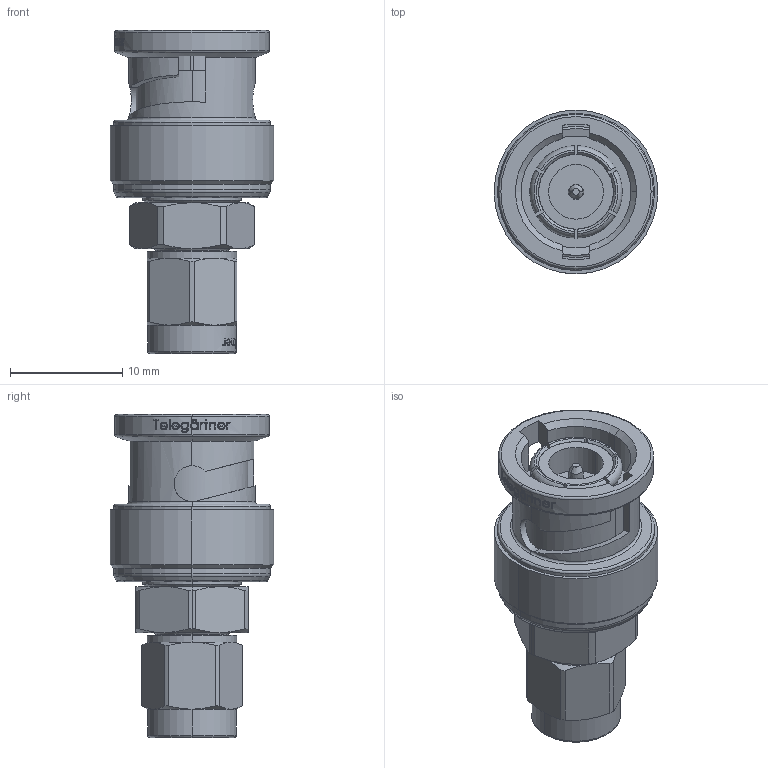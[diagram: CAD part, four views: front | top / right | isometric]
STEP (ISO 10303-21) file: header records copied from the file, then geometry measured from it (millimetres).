
FILE_DESCRIPTION (( 'STEP AP214' ), '1' );
FILE_NAME ('J01008A0018.STEP', '2018-11-21T10:02:20', ( '' ), ( '' ), 'SwSTEP 2.0', 'SolidWorks 2017', '' );
FILE_SCHEMA (( 'AUTOMOTIVE_DESIGN' ));
Length unit declared in the file: millimetre
Products named in the file (1): J01008A0018
Bounding box: 14.6 x 14.6 x 28.8 mm (x, y, z)
Volume: 2582.2 mm3; surface area: 1894 mm2
Topology: 1 solids, 1 shells, 708 faces, 1915 edges, 1254 vertices
Faces by surface type: bspline 331, plane 194, cylinder 107, cone 52, torus 22, sphere 2
Entity records: 34336 total; most frequent: CARTESIAN_POINT 11668, ORIENTED_EDGE 3826, DIRECTION 1925, EDGE_CURVE 1913, VERTEX_POINT 1254, B_SPLINE_CURVE_WITH_KNOTS 1077, EDGE_LOOP 759, AXIS2_PLACEMENT_3D 730
